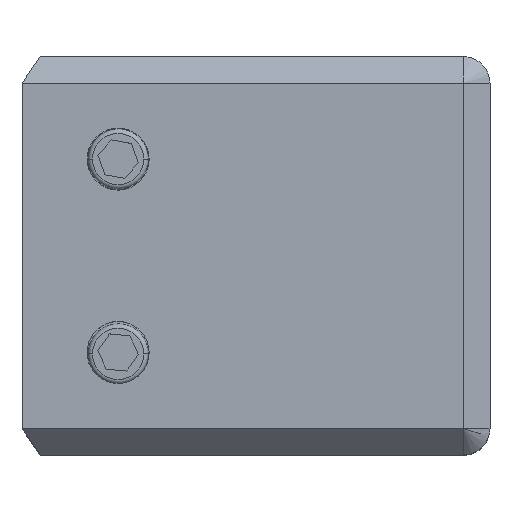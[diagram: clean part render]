
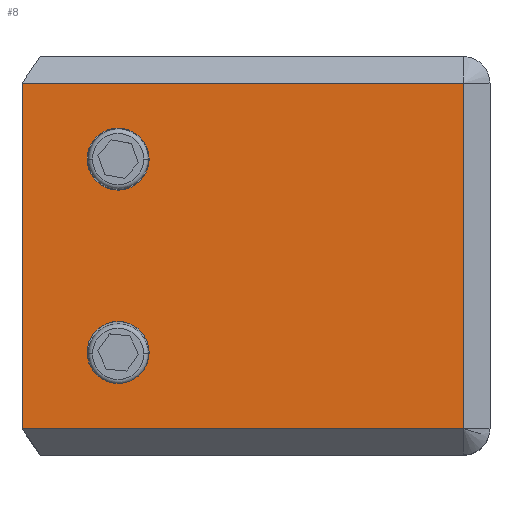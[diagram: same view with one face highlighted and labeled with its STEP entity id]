
A CAD part, top view. The second image highlights one B-rep face of the part: STEP entity #8.
In plain terms, the highlighted planar face has unit normal (0, 0, 1).
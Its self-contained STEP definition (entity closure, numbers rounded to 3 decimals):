
#8 = ADVANCED_FACE ( 'NONE', ( #2689, #208, #3686 ), #2958, .T. ) ;
#78 = ORIENTED_EDGE ( 'NONE', *, *, #1914, .F. ) ;
#172 = AXIS2_PLACEMENT_3D ( 'NONE', #1152, #2727, #1427 ) ;
#192 = VERTEX_POINT ( 'NONE', #2434 ) ;
#208 = FACE_BOUND ( 'NONE', #1699, .T. ) ;
#312 = EDGE_CURVE ( 'NONE', #192, #3182, #2127, .T. ) ;
#334 = VERTEX_POINT ( 'NONE', #3888 ) ;
#359 = AXIS2_PLACEMENT_3D ( 'NONE', #2314, #2354, #1784 ) ;
#551 = VECTOR ( 'NONE', #2136, 1000. ) ;
#576 = CARTESIAN_POINT ( 'NONE',  ( -38.5, -10.919, 13.5 ) ) ;
#672 = VECTOR ( 'NONE', #3833, 1000. ) ;
#710 = DIRECTION ( 'NONE',  ( 0., 1., 0. ) ) ;
#813 = CIRCLE ( 'NONE', #2048, 3.5 ) ;
#828 = DIRECTION ( 'NONE',  ( 0., 0., 1. ) ) ;
#847 = CARTESIAN_POINT ( 'NONE',  ( -3., -19.5, 13.5 ) ) ;
#904 = CARTESIAN_POINT ( 'NONE',  ( -52.854, -19.5, 13.5 ) ) ;
#968 = DIRECTION ( 'NONE',  ( 0., 0., 1. ) ) ;
#1013 = LINE ( 'NONE', #2986, #672 ) ;
#1152 = CARTESIAN_POINT ( 'NONE',  ( 0., 0., 13.5 ) ) ;
#1347 = CIRCLE ( 'NONE', #1412, 3.5 ) ;
#1405 = CARTESIAN_POINT ( 'NONE',  ( -52.854, -39., 13.5 ) ) ;
#1412 = AXIS2_PLACEMENT_3D ( 'NONE', #2397, #828, #2646 ) ;
#1427 = DIRECTION ( 'NONE',  ( 1., 0., 0. ) ) ;
#1473 = CARTESIAN_POINT ( 'NONE',  ( -52.854, 19.5, 13.5 ) ) ;
#1519 = EDGE_LOOP ( 'NONE', ( #1770, #1752, #3668, #2651 ) ) ;
#1699 = EDGE_LOOP ( 'NONE', ( #78, #2688 ) ) ;
#1752 = ORIENTED_EDGE ( 'NONE', *, *, #2034, .T. ) ;
#1770 = ORIENTED_EDGE ( 'NONE', *, *, #4011, .F. ) ;
#1784 = DIRECTION ( 'NONE',  ( 1., 0., 0. ) ) ;
#1800 = LINE ( 'NONE', #1473, #551 ) ;
#1911 = EDGE_CURVE ( 'NONE', #3182, #192, #2118, .T. ) ;
#1914 = EDGE_CURVE ( 'NONE', #2142, #3470, #1347, .T. ) ;
#2034 = EDGE_CURVE ( 'NONE', #2886, #2861, #3100, .T. ) ;
#2048 = AXIS2_PLACEMENT_3D ( 'NONE', #2915, #968, #3548 ) ;
#2064 = VECTOR ( 'NONE', #2744, 1000. ) ;
#2118 = CIRCLE ( 'NONE', #359, 3.5 ) ;
#2127 = CIRCLE ( 'NONE', #2188, 3.5 ) ;
#2136 = DIRECTION ( 'NONE',  ( -1., 0., 0. ) ) ;
#2142 = VERTEX_POINT ( 'NONE', #576 ) ;
#2188 = AXIS2_PLACEMENT_3D ( 'NONE', #3493, #3162, #2289 ) ;
#2256 = LINE ( 'NONE', #1405, #3358 ) ;
#2289 = DIRECTION ( 'NONE',  ( 1., 0., 0. ) ) ;
#2314 = CARTESIAN_POINT ( 'NONE',  ( -42., 10.919, 13.5 ) ) ;
#2354 = DIRECTION ( 'NONE',  ( 0., 0., 1. ) ) ;
#2397 = CARTESIAN_POINT ( 'NONE',  ( -42., -10.919, 13.5 ) ) ;
#2434 = CARTESIAN_POINT ( 'NONE',  ( -38.5, 10.919, 13.5 ) ) ;
#2593 = EDGE_CURVE ( 'NONE', #3470, #2142, #813, .T. ) ;
#2629 = CARTESIAN_POINT ( 'NONE',  ( -3., 19.5, 13.5 ) ) ;
#2646 = DIRECTION ( 'NONE',  ( 1., 0., 0. ) ) ;
#2651 = ORIENTED_EDGE ( 'NONE', *, *, #3343, .T. ) ;
#2663 = CARTESIAN_POINT ( 'NONE',  ( -45.5, 10.919, 13.5 ) ) ;
#2688 = ORIENTED_EDGE ( 'NONE', *, *, #2593, .F. ) ;
#2689 = FACE_BOUND ( 'NONE', #3963, .T. ) ;
#2727 = DIRECTION ( 'NONE',  ( 0., 0., 1. ) ) ;
#2744 = DIRECTION ( 'NONE',  ( 1., 0., 0. ) ) ;
#2861 = VERTEX_POINT ( 'NONE', #847 ) ;
#2886 = VERTEX_POINT ( 'NONE', #904 ) ;
#2915 = CARTESIAN_POINT ( 'NONE',  ( -42., -10.919, 13.5 ) ) ;
#2958 = PLANE ( 'NONE',  #172 ) ;
#2986 = CARTESIAN_POINT ( 'NONE',  ( -3., 19.5, 13.5 ) ) ;
#3100 = LINE ( 'NONE', #3140, #2064 ) ;
#3140 = CARTESIAN_POINT ( 'NONE',  ( -3., -19.5, 13.5 ) ) ;
#3142 = ORIENTED_EDGE ( 'NONE', *, *, #1911, .F. ) ;
#3162 = DIRECTION ( 'NONE',  ( 0., 0., 1. ) ) ;
#3182 = VERTEX_POINT ( 'NONE', #2663 ) ;
#3343 = EDGE_CURVE ( 'NONE', #4053, #334, #1800, .T. ) ;
#3358 = VECTOR ( 'NONE', #710, 1000. ) ;
#3372 = ORIENTED_EDGE ( 'NONE', *, *, #312, .F. ) ;
#3470 = VERTEX_POINT ( 'NONE', #4063 ) ;
#3493 = CARTESIAN_POINT ( 'NONE',  ( -42., 10.919, 13.5 ) ) ;
#3548 = DIRECTION ( 'NONE',  ( 1., 0., 0. ) ) ;
#3668 = ORIENTED_EDGE ( 'NONE', *, *, #4010, .T. ) ;
#3686 = FACE_OUTER_BOUND ( 'NONE', #1519, .T. ) ;
#3833 = DIRECTION ( 'NONE',  ( 0., 1., 0. ) ) ;
#3888 = CARTESIAN_POINT ( 'NONE',  ( -52.854, 19.5, 13.5 ) ) ;
#3963 = EDGE_LOOP ( 'NONE', ( #3372, #3142 ) ) ;
#4010 = EDGE_CURVE ( 'NONE', #2861, #4053, #1013, .T. ) ;
#4011 = EDGE_CURVE ( 'NONE', #2886, #334, #2256, .T. ) ;
#4053 = VERTEX_POINT ( 'NONE', #2629 ) ;
#4063 = CARTESIAN_POINT ( 'NONE',  ( -45.5, -10.919, 13.5 ) ) ;
